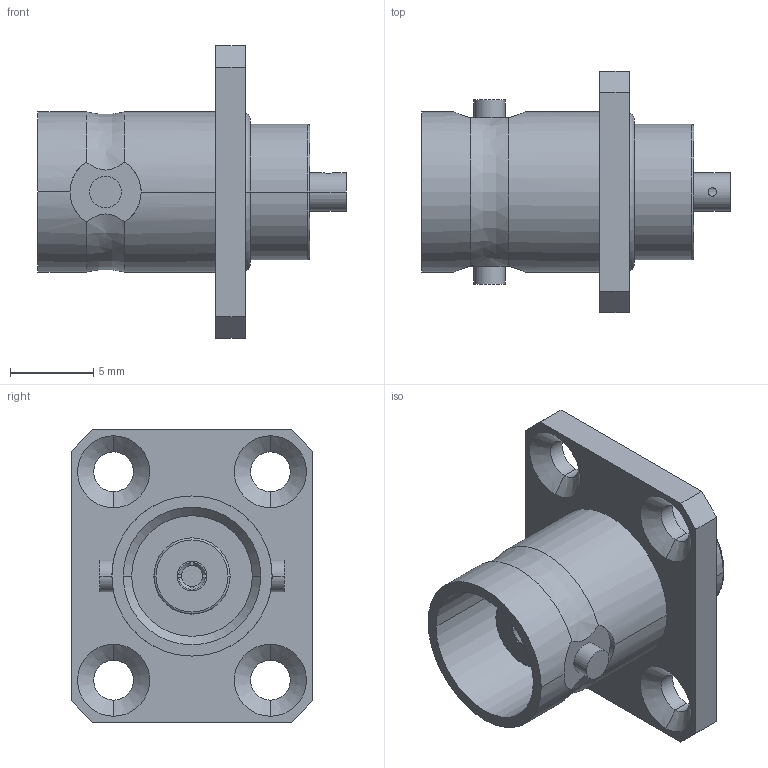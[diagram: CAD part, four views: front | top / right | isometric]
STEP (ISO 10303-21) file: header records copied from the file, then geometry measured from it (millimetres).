
FILE_DESCRIPTION (( 'STEP AP214' ), '1' );
FILE_NAME ('SC6003_3D.step', '2026-04-14T16:20:15', ( '' ), ( '' ), 'SwSTEP 2.0', 'SolidWorks 2025', '' );
FILE_SCHEMA (( 'AUTOMOTIVE_DESIGN' ));
Length unit declared in the file: inch
Products named in the file (1): SC6003_3D
Bounding box: 18.5 x 14.48 x 17.53 mm (x, y, z)
Volume: 959.9 mm3; surface area: 1441.9 mm2
Topology: 1 solids, 1 shells, 100 faces, 246 edges, 158 vertices
Faces by surface type: cylinder 38, plane 38, cone 16, torus 6, bspline 2
Entity records: 3199 total; most frequent: CARTESIAN_POINT 735, DIRECTION 532, ORIENTED_EDGE 492, EDGE_CURVE 246, AXIS2_PLACEMENT_3D 211, VERTEX_POINT 158, EDGE_LOOP 120, CIRCLE 112
